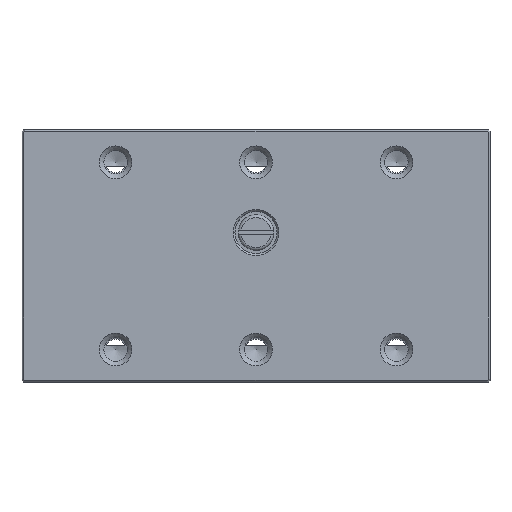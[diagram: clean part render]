
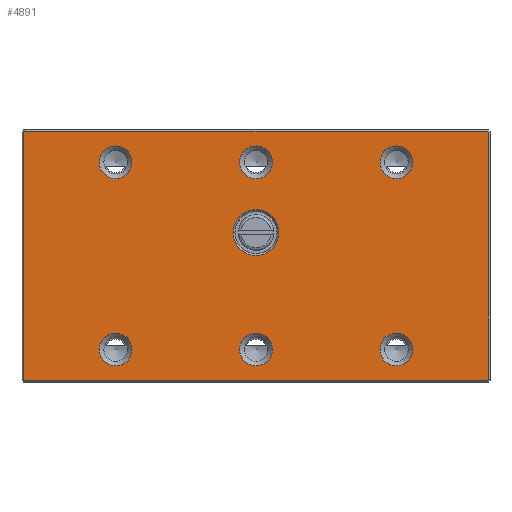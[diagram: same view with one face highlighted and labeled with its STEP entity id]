
A CAD part, top view. The second image highlights one B-rep face of the part: STEP entity #4891.
In plain terms, the highlighted planar face has unit normal (0, 0, 1).
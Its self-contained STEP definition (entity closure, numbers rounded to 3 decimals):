
#4692=FACE_BOUND('',#8242,.T.);
#4693=FACE_BOUND('',#8243,.T.);
#4694=FACE_BOUND('',#8244,.T.);
#4695=FACE_BOUND('',#8245,.T.);
#4696=FACE_BOUND('',#8246,.T.);
#4697=FACE_BOUND('',#8247,.T.);
#4698=FACE_BOUND('',#8248,.T.);
#4699=FACE_BOUND('',#8249,.T.);
#4891=ADVANCED_FACE('',(#4692,#4693,#4694,#4695,#4696,#4697,#4698,#4699),
#6077,.F.);
#6077=PLANE('',#27328);
#8242=EDGE_LOOP('',(#10323));
#8243=EDGE_LOOP('',(#10324));
#8244=EDGE_LOOP('',(#10325));
#8245=EDGE_LOOP('',(#10326));
#8246=EDGE_LOOP('',(#10327));
#8247=EDGE_LOOP('',(#10328));
#8248=EDGE_LOOP('',(#10329));
#8249=EDGE_LOOP('',(#10330,#10331,#10332,#10333,#10334,#10335,#10336,#10337));
#9443=CIRCLE('',#27321,2.45);
#9444=CIRCLE('',#27322,1.75);
#9445=CIRCLE('',#27323,1.75);
#9446=CIRCLE('',#27324,1.75);
#9447=CIRCLE('',#27325,1.75);
#9448=CIRCLE('',#27326,1.75);
#9449=CIRCLE('',#27327,1.75);
#10323=ORIENTED_EDGE('',*,*,#19075,.T.);
#10324=ORIENTED_EDGE('',*,*,#19076,.T.);
#10325=ORIENTED_EDGE('',*,*,#19077,.T.);
#10326=ORIENTED_EDGE('',*,*,#19078,.T.);
#10327=ORIENTED_EDGE('',*,*,#19079,.T.);
#10328=ORIENTED_EDGE('',*,*,#19080,.T.);
#10329=ORIENTED_EDGE('',*,*,#19081,.T.);
#10330=ORIENTED_EDGE('',*,*,#19082,.T.);
#10331=ORIENTED_EDGE('',*,*,#19083,.T.);
#10332=ORIENTED_EDGE('',*,*,#19084,.T.);
#10333=ORIENTED_EDGE('',*,*,#19085,.T.);
#10334=ORIENTED_EDGE('',*,*,#19086,.T.);
#10335=ORIENTED_EDGE('',*,*,#19087,.T.);
#10336=ORIENTED_EDGE('',*,*,#19088,.T.);
#10337=ORIENTED_EDGE('',*,*,#19089,.T.);
#16861=VERTEX_POINT('',#35749);
#16862=VERTEX_POINT('',#35751);
#16863=VERTEX_POINT('',#35753);
#16864=VERTEX_POINT('',#35755);
#16865=VERTEX_POINT('',#35757);
#16866=VERTEX_POINT('',#35759);
#16867=VERTEX_POINT('',#35761);
#16868=VERTEX_POINT('',#35763);
#16869=VERTEX_POINT('',#35764);
#16870=VERTEX_POINT('',#35766);
#16871=VERTEX_POINT('',#35768);
#16872=VERTEX_POINT('',#35770);
#16873=VERTEX_POINT('',#35772);
#16874=VERTEX_POINT('',#35774);
#16875=VERTEX_POINT('',#35776);
#19075=EDGE_CURVE('',#16861,#16861,#9443,.T.);
#19076=EDGE_CURVE('',#16862,#16862,#9444,.T.);
#19077=EDGE_CURVE('',#16863,#16863,#9445,.T.);
#19078=EDGE_CURVE('',#16864,#16864,#9446,.T.);
#19079=EDGE_CURVE('',#16865,#16865,#9447,.T.);
#19080=EDGE_CURVE('',#16866,#16866,#9448,.T.);
#19081=EDGE_CURVE('',#16867,#16867,#9449,.T.);
#19082=EDGE_CURVE('',#16868,#16869,#22178,.T.);
#19083=EDGE_CURVE('',#16869,#16870,#22179,.T.);
#19084=EDGE_CURVE('',#16870,#16871,#22180,.T.);
#19085=EDGE_CURVE('',#16871,#16872,#22181,.T.);
#19086=EDGE_CURVE('',#16872,#16873,#22182,.T.);
#19087=EDGE_CURVE('',#16873,#16874,#22183,.T.);
#19088=EDGE_CURVE('',#16874,#16875,#22184,.T.);
#19089=EDGE_CURVE('',#16875,#16868,#22185,.T.);
#22178=LINE('',#35762,#25009);
#22179=LINE('',#35765,#25010);
#22180=LINE('',#35767,#25011);
#22181=LINE('',#35769,#25012);
#22182=LINE('',#35771,#25013);
#22183=LINE('',#35773,#25014);
#22184=LINE('',#35775,#25015);
#22185=LINE('',#35777,#25016);
#25009=VECTOR('',#29137,1.);
#25010=VECTOR('',#29138,1.);
#25011=VECTOR('',#29139,1.);
#25012=VECTOR('',#29140,1.);
#25013=VECTOR('',#29141,1.);
#25014=VECTOR('',#29142,1.);
#25015=VECTOR('',#29143,1.);
#25016=VECTOR('',#29144,1.);
#27321=AXIS2_PLACEMENT_3D('',#35748,#29123,#29124);
#27322=AXIS2_PLACEMENT_3D('',#35750,#29125,#29126);
#27323=AXIS2_PLACEMENT_3D('',#35752,#29127,#29128);
#27324=AXIS2_PLACEMENT_3D('',#35754,#29129,#29130);
#27325=AXIS2_PLACEMENT_3D('',#35756,#29131,#29132);
#27326=AXIS2_PLACEMENT_3D('',#35758,#29133,#29134);
#27327=AXIS2_PLACEMENT_3D('',#35760,#29135,#29136);
#27328=AXIS2_PLACEMENT_3D('',#35778,#29145,#29146);
#29123=DIRECTION('',(0.,0.,-1.));
#29124=DIRECTION('',(-1.,0.,0.));
#29125=DIRECTION('',(0.,0.,-1.));
#29126=DIRECTION('',(-1.,0.,0.));
#29127=DIRECTION('',(0.,0.,-1.));
#29128=DIRECTION('',(-1.,0.,0.));
#29129=DIRECTION('',(0.,0.,-1.));
#29130=DIRECTION('',(-1.,0.,0.));
#29131=DIRECTION('',(0.,0.,-1.));
#29132=DIRECTION('',(-1.,0.,0.));
#29133=DIRECTION('',(0.,0.,-1.));
#29134=DIRECTION('',(-1.,0.,0.));
#29135=DIRECTION('',(0.,0.,-1.));
#29136=DIRECTION('',(-1.,0.,0.));
#29137=DIRECTION('',(-0.577,-0.816,0.));
#29138=DIRECTION('',(0.,-1.,0.));
#29139=DIRECTION('',(0.577,-0.816,0.));
#29140=DIRECTION('',(1.,0.,0.));
#29141=DIRECTION('',(0.577,0.816,0.));
#29142=DIRECTION('',(0.,1.,0.));
#29143=DIRECTION('',(-0.577,0.816,0.));
#29144=DIRECTION('',(-1.,0.,0.));
#29145=DIRECTION('',(0.,0.,-1.));
#29146=DIRECTION('',(1.,0.,0.));
#35748=CARTESIAN_POINT('',(0.,2.5,13.));
#35749=CARTESIAN_POINT('',(-2.45,2.5,13.));
#35750=CARTESIAN_POINT('',(15.,10.,13.));
#35751=CARTESIAN_POINT('',(13.25,10.,13.));
#35752=CARTESIAN_POINT('',(0.,10.,13.));
#35753=CARTESIAN_POINT('',(-1.75,10.,13.));
#35754=CARTESIAN_POINT('',(15.,-10.,13.));
#35755=CARTESIAN_POINT('',(13.25,-10.,13.));
#35756=CARTESIAN_POINT('',(0.,-10.,13.));
#35757=CARTESIAN_POINT('',(-1.75,-10.,13.));
#35758=CARTESIAN_POINT('',(-15.,10.,13.));
#35759=CARTESIAN_POINT('',(-16.75,10.,13.));
#35760=CARTESIAN_POINT('',(-15.,-10.,13.));
#35761=CARTESIAN_POINT('',(-16.75,-10.,13.));
#35762=CARTESIAN_POINT('',(-24.971,12.917,13.));
#35763=CARTESIAN_POINT('',(-24.7,13.3,13.));
#35764=CARTESIAN_POINT('',(-24.8,13.159,13.));
#35765=CARTESIAN_POINT('',(-24.8,13.5,13.));
#35766=CARTESIAN_POINT('',(-24.8,-13.159,13.));
#35767=CARTESIAN_POINT('',(-24.971,-12.917,13.));
#35768=CARTESIAN_POINT('',(-24.7,-13.3,13.));
#35769=CARTESIAN_POINT('',(25.,-13.3,13.));
#35770=CARTESIAN_POINT('',(24.7,-13.3,13.));
#35771=CARTESIAN_POINT('',(24.971,-12.917,13.));
#35772=CARTESIAN_POINT('',(24.8,-13.159,13.));
#35773=CARTESIAN_POINT('',(24.8,12.876,13.));
#35774=CARTESIAN_POINT('',(24.8,13.159,13.));
#35775=CARTESIAN_POINT('',(24.971,12.917,13.));
#35776=CARTESIAN_POINT('',(24.7,13.3,13.));
#35777=CARTESIAN_POINT('',(25.,13.3,13.));
#35778=CARTESIAN_POINT('',(25.,13.5,13.));
